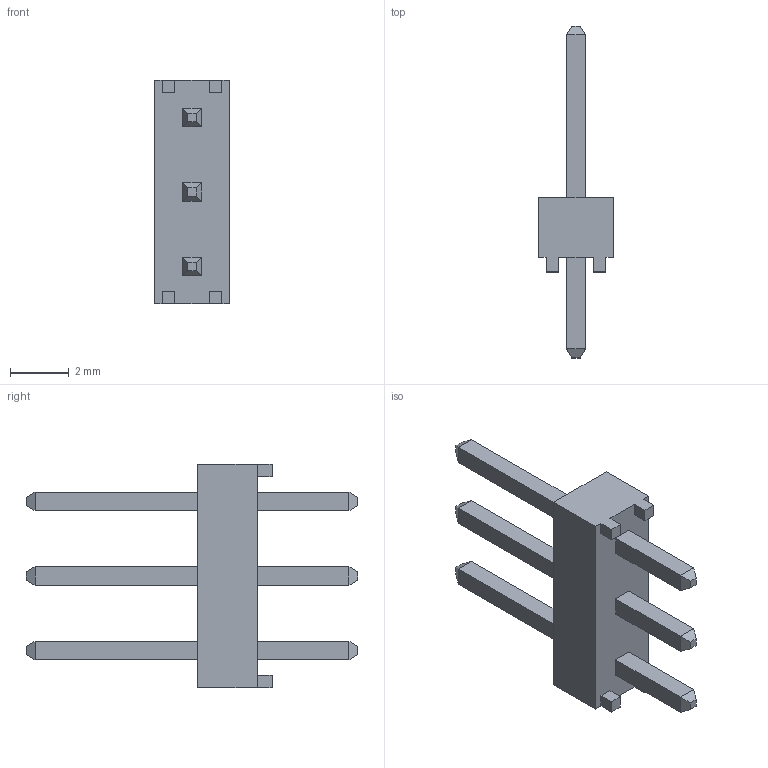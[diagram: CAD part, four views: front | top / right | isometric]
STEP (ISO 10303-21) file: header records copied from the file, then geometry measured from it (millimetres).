
FILE_DESCRIPTION(/* description */ ('STEP AP214'),/* implementation_level */ '2;1');
FILE_NAME(/* name */ 'TSW-101-23-T-T',/* time_stamp */ '2024-08-22T10:18:20+02:00',/* author */ ('License CC BY-ND 4.0'),/* organization */ ('CADENAS'),/* preprocessor_version */ 'ST-DEVELOPER v19.3',/* originating_system */ 'PARTsolutions',/* authorisation */ ' ');
FILE_SCHEMA (('AUTOMOTIVE_DESIGN {1 0 10303 214 3 1 1}'));
Length unit declared in the file: inch
Products named in the file (3): TSW-101-23-T-T; TSW-101-23-T-T_body; T-1S6-16-TSW-1-23-1-T
Assembly tree (2 placements, depth 2):
  TSW-101-23-T-T
    TSW-101-23-T-T_body
    T-1S6-16-TSW-1-23-1-T
Bounding box: 2.54 x 11.3 x 7.62 mm (x, y, z)
Volume: 51.1 mm3; surface area: 191.4 mm2
Topology: 2 solids, 2 shells, 94 faces, 228 edges, 144 vertices
Faces by surface type: plane 94
Entity records: 2750 total; most frequent: CARTESIAN_POINT 469, ORIENTED_EDGE 456, DIRECTION 422, EDGE_CURVE 228, LINE 228, VECTOR 228, VERTEX_POINT 144, EDGE_LOOP 106
